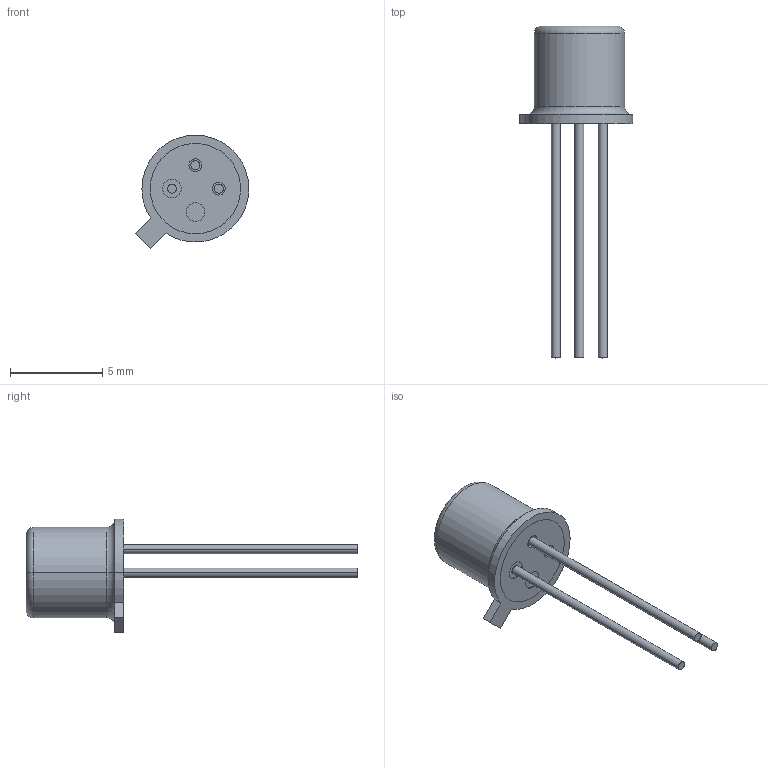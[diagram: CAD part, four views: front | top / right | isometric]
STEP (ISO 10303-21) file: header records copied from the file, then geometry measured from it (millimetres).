
FILE_DESCRIPTION (( 'STEP AP214' ), '1' );
FILE_NAME ('2N2222.STEP', '2020-06-26T09:09:31', ( '' ), ( '' ), 'SwSTEP 2.0', 'SolidWorks 2017', '' );
FILE_SCHEMA (( 'AUTOMOTIVE_DESIGN' ));
Length unit declared in the file: millimetre
Products named in the file (1): 2N2222
Bounding box: 6.17 x 18 x 6.17 mm (x, y, z)
Volume: 111.6 mm3; surface area: 242 mm2
Topology: 5 solids, 5 shells, 45 faces, 86 edges, 56 vertices
Faces by surface type: cylinder 23, plane 18, torus 4
Entity records: 1236 total; most frequent: DIRECTION 232, CARTESIAN_POINT 188, ORIENTED_EDGE 172, AXIS2_PLACEMENT_3D 100, EDGE_CURVE 86, VERTEX_POINT 56, CIRCLE 54, EDGE_LOOP 52
